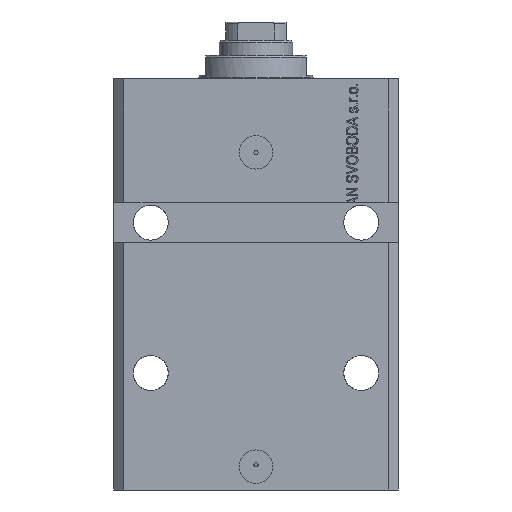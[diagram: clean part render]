
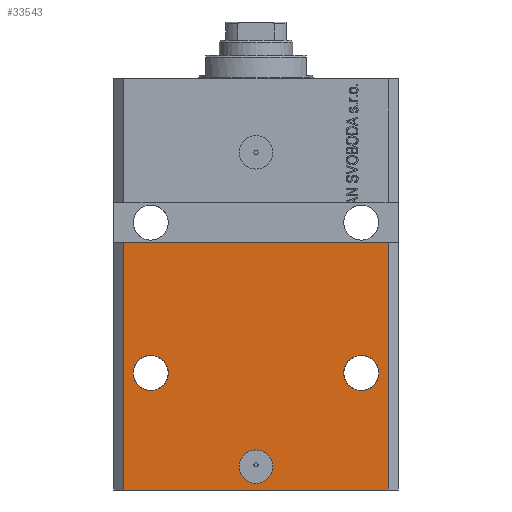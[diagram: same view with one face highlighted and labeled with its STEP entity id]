
A CAD part, front view. The second image highlights one B-rep face of the part: STEP entity #33543.
In plain terms, the highlighted planar face has unit normal (0, -1, 0).
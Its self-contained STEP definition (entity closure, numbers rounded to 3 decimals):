
#470 = EDGE_CURVE ( 'NONE', #25224, #34448, #2926, .T. ) ;
#556 = VECTOR ( 'NONE', #5849, 1000. ) ;
#834 = CIRCLE ( 'NONE', #6680, 5.25 ) ;
#2003 = ORIENTED_EDGE ( 'NONE', *, *, #36799, .F. ) ;
#2735 = CIRCLE ( 'NONE', #16661, 5. ) ;
#2926 = LINE ( 'NONE', #17992, #37218 ) ;
#3491 = CARTESIAN_POINT ( 'NONE',  ( 0., -31.5, -116. ) ) ;
#4244 = DIRECTION ( 'NONE',  ( 0., -1., 0. ) ) ;
#4738 = FACE_OUTER_BOUND ( 'NONE', #16132, .T. ) ;
#4790 = VERTEX_POINT ( 'NONE', #34054 ) ;
#4820 = DIRECTION ( 'NONE',  ( 0., -1., 0. ) ) ;
#5708 = CARTESIAN_POINT ( 'NONE',  ( -39.5, -31.5, -123. ) ) ;
#5849 = DIRECTION ( 'NONE',  ( 1., 0., 0. ) ) ;
#6680 = AXIS2_PLACEMENT_3D ( 'NONE', #42703, #4820, #7805 ) ;
#6866 = EDGE_CURVE ( 'NONE', #27141, #36793, #44750, .T. ) ;
#7805 = DIRECTION ( 'NONE',  ( -1., 0., 0. ) ) ;
#8439 = VERTEX_POINT ( 'NONE', #40309 ) ;
#8626 = FACE_BOUND ( 'NONE', #26852, .T. ) ;
#9466 = VERTEX_POINT ( 'NONE', #34567 ) ;
#10874 = ORIENTED_EDGE ( 'NONE', *, *, #43558, .T. ) ;
#10979 = ORIENTED_EDGE ( 'NONE', *, *, #29619, .F. ) ;
#11137 = DIRECTION ( 'NONE',  ( 1., 0., 0. ) ) ;
#11430 = EDGE_CURVE ( 'NONE', #36793, #27141, #834, .T. ) ;
#11665 = DIRECTION ( 'NONE',  ( -1., 0., 0. ) ) ;
#12618 = AXIS2_PLACEMENT_3D ( 'NONE', #41320, #34200, #37875 ) ;
#14572 = DIRECTION ( 'NONE',  ( 0., -1., 0. ) ) ;
#15247 = CARTESIAN_POINT ( 'NONE',  ( -26.25, -31.5, -88. ) ) ;
#15739 = DIRECTION ( 'NONE',  ( 0., 0., -1. ) ) ;
#16132 = EDGE_LOOP ( 'NONE', ( #10979, #38815, #33119, #10874 ) ) ;
#16609 = CARTESIAN_POINT ( 'NONE',  ( 36.75, -31.5, -88. ) ) ;
#16661 = AXIS2_PLACEMENT_3D ( 'NONE', #3491, #38601, #17490 ) ;
#16786 = DIRECTION ( 'NONE',  ( 0., 0., 1. ) ) ;
#17490 = DIRECTION ( 'NONE',  ( 1., 0., 0. ) ) ;
#17992 = CARTESIAN_POINT ( 'NONE',  ( -39.5, -31.5, -123. ) ) ;
#18023 = VERTEX_POINT ( 'NONE', #37379 ) ;
#19253 = CARTESIAN_POINT ( 'NONE',  ( -39.5, -31.5, -123. ) ) ;
#19625 = LINE ( 'NONE', #29728, #556 ) ;
#19732 = AXIS2_PLACEMENT_3D ( 'NONE', #25864, #36629, #15739 ) ;
#19822 = AXIS2_PLACEMENT_3D ( 'NONE', #29561, #43097, #11665 ) ;
#20447 = LINE ( 'NONE', #31001, #42625 ) ;
#21431 = CIRCLE ( 'NONE', #12618, 5.25 ) ;
#21947 = PLANE ( 'NONE',  #19732 ) ;
#22181 = FACE_BOUND ( 'NONE', #29780, .T. ) ;
#22340 = ORIENTED_EDGE ( 'NONE', *, *, #24052, .F. ) ;
#22692 = LINE ( 'NONE', #19253, #42492 ) ;
#22846 = ORIENTED_EDGE ( 'NONE', *, *, #11430, .F. ) ;
#24052 = EDGE_CURVE ( 'NONE', #9466, #18023, #2735, .T. ) ;
#25224 = VERTEX_POINT ( 'NONE', #5708 ) ;
#25702 = AXIS2_PLACEMENT_3D ( 'NONE', #35689, #4244, #29246 ) ;
#25864 = CARTESIAN_POINT ( 'NONE',  ( -39.5, -31.5, -123. ) ) ;
#26795 = VERTEX_POINT ( 'NONE', #35645 ) ;
#26852 = EDGE_LOOP ( 'NONE', ( #22340, #38043 ) ) ;
#27141 = VERTEX_POINT ( 'NONE', #30778 ) ;
#27299 = ORIENTED_EDGE ( 'NONE', *, *, #45307, .F. ) ;
#28123 = CARTESIAN_POINT ( 'NONE',  ( 0., -31.5, -116. ) ) ;
#28636 = CIRCLE ( 'NONE', #25702, 5.25 ) ;
#29069 = CARTESIAN_POINT ( 'NONE',  ( -39.5, -31.5, -49. ) ) ;
#29246 = DIRECTION ( 'NONE',  ( 1., 0., 0. ) ) ;
#29561 = CARTESIAN_POINT ( 'NONE',  ( -31.5, -31.5, -88. ) ) ;
#29619 = EDGE_CURVE ( 'NONE', #34448, #4790, #19625, .T. ) ;
#29728 = CARTESIAN_POINT ( 'NONE',  ( -42.5, -31.5, -49. ) ) ;
#29780 = EDGE_LOOP ( 'NONE', ( #22846, #41062 ) ) ;
#30778 = CARTESIAN_POINT ( 'NONE',  ( -36.75, -31.5, -88. ) ) ;
#30835 = CIRCLE ( 'NONE', #38896, 5. ) ;
#31001 = CARTESIAN_POINT ( 'NONE',  ( 39.5, -31.5, -123. ) ) ;
#33119 = ORIENTED_EDGE ( 'NONE', *, *, #34205, .T. ) ;
#33543 = ADVANCED_FACE ( 'NONE', ( #8626, #36178, #22181, #4738 ), #21947, .T. ) ;
#34054 = CARTESIAN_POINT ( 'NONE',  ( 39.5, -31.5, -49. ) ) ;
#34200 = DIRECTION ( 'NONE',  ( 0., -1., 0. ) ) ;
#34205 = EDGE_CURVE ( 'NONE', #25224, #26795, #22692, .T. ) ;
#34448 = VERTEX_POINT ( 'NONE', #29069 ) ;
#34567 = CARTESIAN_POINT ( 'NONE',  ( 5., -31.5, -116. ) ) ;
#35311 = EDGE_LOOP ( 'NONE', ( #2003, #27299 ) ) ;
#35645 = CARTESIAN_POINT ( 'NONE',  ( 39.5, -31.5, -123. ) ) ;
#35689 = CARTESIAN_POINT ( 'NONE',  ( 31.5, -31.5, -88. ) ) ;
#36108 = VERTEX_POINT ( 'NONE', #16609 ) ;
#36178 = FACE_BOUND ( 'NONE', #35311, .T. ) ;
#36629 = DIRECTION ( 'NONE',  ( 0., -1., 0. ) ) ;
#36695 = EDGE_CURVE ( 'NONE', #18023, #9466, #30835, .T. ) ;
#36793 = VERTEX_POINT ( 'NONE', #15247 ) ;
#36799 = EDGE_CURVE ( 'NONE', #36108, #8439, #28636, .T. ) ;
#37218 = VECTOR ( 'NONE', #42543, 1000. ) ;
#37379 = CARTESIAN_POINT ( 'NONE',  ( -5., -31.5, -116. ) ) ;
#37875 = DIRECTION ( 'NONE',  ( 1., 0., 0. ) ) ;
#38043 = ORIENTED_EDGE ( 'NONE', *, *, #36695, .F. ) ;
#38601 = DIRECTION ( 'NONE',  ( 0., -1., 0. ) ) ;
#38815 = ORIENTED_EDGE ( 'NONE', *, *, #470, .F. ) ;
#38896 = AXIS2_PLACEMENT_3D ( 'NONE', #28123, #14572, #11137 ) ;
#40309 = CARTESIAN_POINT ( 'NONE',  ( 26.25, -31.5, -88. ) ) ;
#41062 = ORIENTED_EDGE ( 'NONE', *, *, #6866, .F. ) ;
#41320 = CARTESIAN_POINT ( 'NONE',  ( 31.5, -31.5, -88. ) ) ;
#42492 = VECTOR ( 'NONE', #43354, 1000. ) ;
#42543 = DIRECTION ( 'NONE',  ( 0., 0., 1. ) ) ;
#42625 = VECTOR ( 'NONE', #16786, 1000. ) ;
#42703 = CARTESIAN_POINT ( 'NONE',  ( -31.5, -31.5, -88. ) ) ;
#43097 = DIRECTION ( 'NONE',  ( 0., -1., 0. ) ) ;
#43354 = DIRECTION ( 'NONE',  ( 1., 0., 0. ) ) ;
#43558 = EDGE_CURVE ( 'NONE', #26795, #4790, #20447, .T. ) ;
#44750 = CIRCLE ( 'NONE', #19822, 5.25 ) ;
#45307 = EDGE_CURVE ( 'NONE', #8439, #36108, #21431, .T. ) ;
